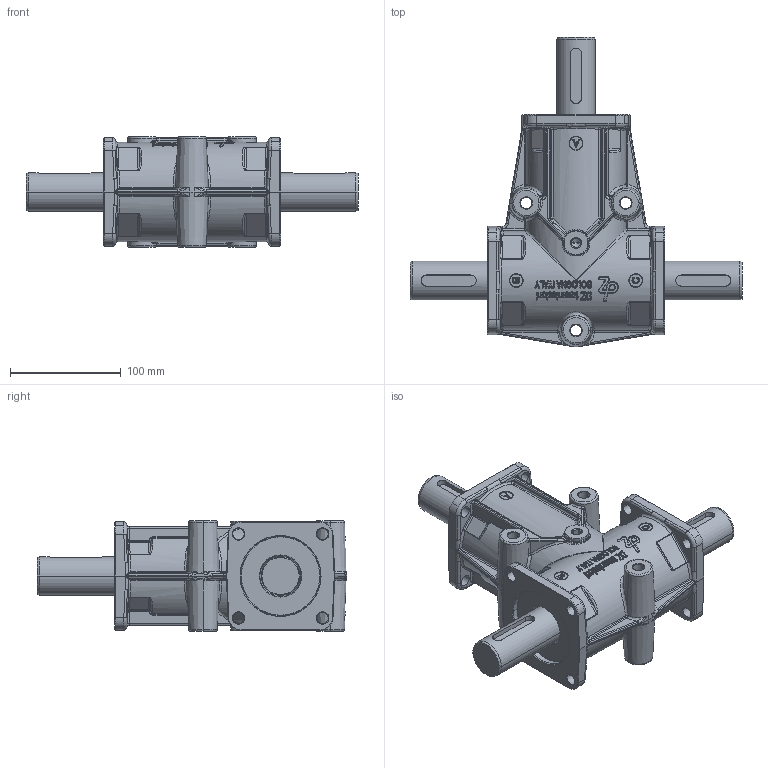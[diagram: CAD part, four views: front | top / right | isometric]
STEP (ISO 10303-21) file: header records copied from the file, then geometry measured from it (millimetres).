
FILE_DESCRIPTION(('STEP AP214'),'1');
FILE_NAME('dz_51_-_-_3fabc.stp','2017-07-06T22:08:23',('TraceParts'),('TraceParts S.A.'),'Spatial InterOp 3D',' ',' ');
FILE_SCHEMA(('automotive_design'));
Length unit declared in the file: millimetre
Products named in the file (1): dz_51_-_-_3fabc
Bounding box: 300 x 279.98 x 100 mm (x, y, z)
Volume: 2099766.1 mm3; surface area: 176682.8 mm2
Topology: 1 solids, 1 shells, 3517 faces, 8781 edges, 5113 vertices
Faces by surface type: bspline 1518, cylinder 1296, plane 393, cone 116, torus 103, sphere 91
Entity records: 237495 total; most frequent: CARTESIAN_POINT 133765, ORIENTED_EDGE 17116, DIRECTION 14137, EDGE_CURVE 8558, AXIS2_PLACEMENT_3D 5935, VERTEX_POINT 5114, EDGE_LOOP 3618, CIRCLE 3541
